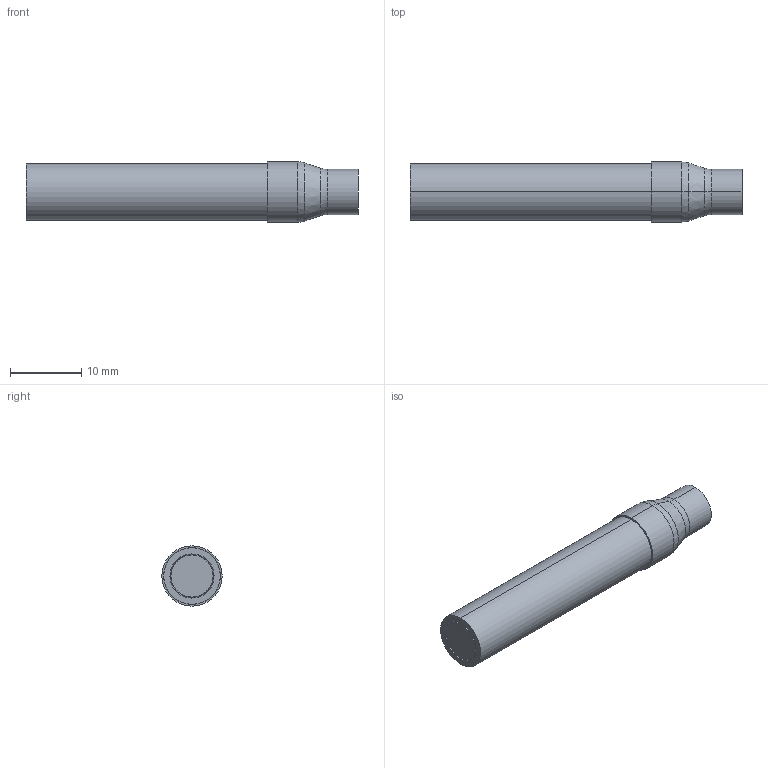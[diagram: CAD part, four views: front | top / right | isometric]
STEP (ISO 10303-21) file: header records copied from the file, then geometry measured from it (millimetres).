
FILE_DESCRIPTION (( 'STEP AP203' ), '1' );
FILE_NAME ('Web Model 18599_18600.step', '2021-08-13T12:50:14', ( '' ), ( '' ), 'SwSTEP 2.0', 'SolidWorks 2018', '' );
FILE_SCHEMA (( 'CONFIG_CONTROL_DESIGN' ));
Length unit declared in the file: millimetre
Products named in the file (1): Web Model 18599_18600
Bounding box: 46.55 x 8.46 x 8.46 mm (x, y, z)
Volume: 1013.1 mm3; surface area: 2561.2 mm2
Topology: 5 solids, 5 shells, 88 faces, 187 edges, 102 vertices
Faces by surface type: cone 30, cylinder 27, plane 19, torus 8, sphere 4
Entity records: 2924 total; most frequent: CARTESIAN_POINT 1017, DIRECTION 408, ORIENTED_EDGE 354, EDGE_CURVE 177, AXIS2_PLACEMENT_3D 172, VERTEX_POINT 100, EDGE_LOOP 95, FACE_OUTER_BOUND 88
